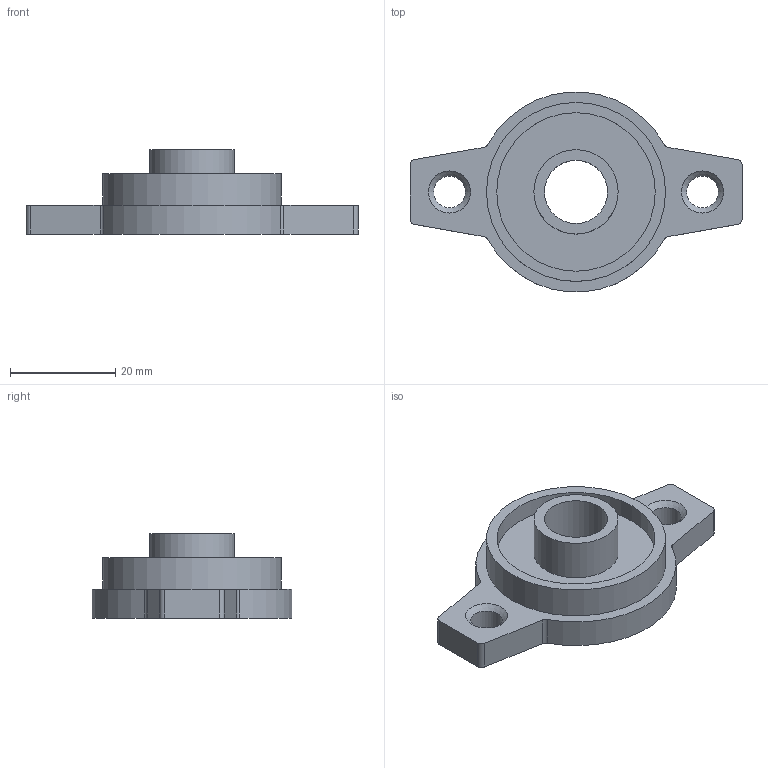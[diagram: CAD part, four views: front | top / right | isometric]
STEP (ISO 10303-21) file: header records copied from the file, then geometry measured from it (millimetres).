
FILE_DESCRIPTION(/* description */ (''),/* implementation_level */ '2;1');
FILE_NAME(/* name */ 'KFL000.stp',/* time_stamp */ '2023-11-01T20:45:54+03:00',/* author */ (''),/* organization */ (''),/* preprocessor_version */ 'ST-DEVELOPER v16.7',/* originating_system */ 'SIEMENS PLM Software NX 12.0',/* authorisation */ '');
FILE_SCHEMA (('AUTOMOTIVE_DESIGN { 1 0 10303 214 3 1 1 1 }'));
Length unit declared in the file: millimetre
Products named in the file (1): KFL000
Bounding box: 63 x 37.87 x 16 mm (x, y, z)
Volume: 10721.3 mm3; surface area: 5755.3 mm2
Topology: 1 solids, 1 shells, 29 faces, 72 edges, 48 vertices
Faces by surface type: cylinder 16, plane 11, cone 2
Full cylindrical faces by diameter (mm): 6 x2, 12 x1, 16 x1, 30.085 x1, 33.967 x1
Entity records: 858 total; most frequent: DIRECTION 156, CARTESIAN_POINT 138, ORIENTED_EDGE 124, AXIS2_PLACEMENT_3D 64, EDGE_CURVE 62, EDGE_LOOP 46, VERTEX_POINT 46, CIRCLE 34
